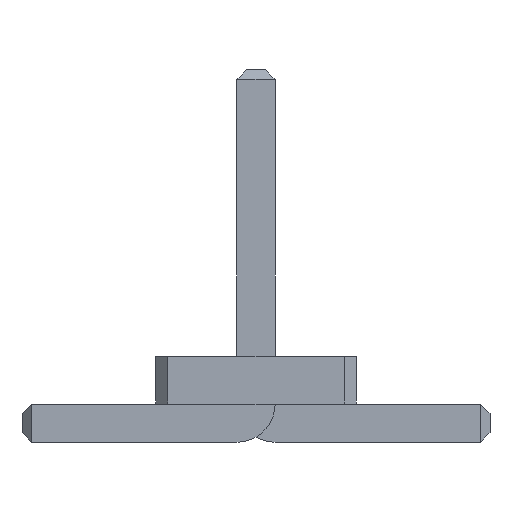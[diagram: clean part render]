
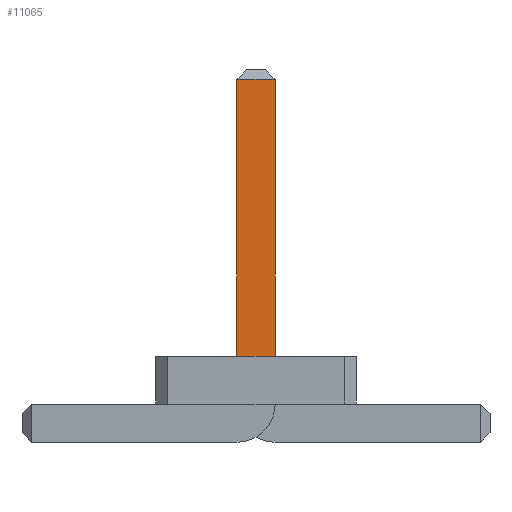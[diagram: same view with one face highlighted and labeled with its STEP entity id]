
A CAD part, front view. The second image highlights one B-rep face of the part: STEP entity #11065.
In plain terms, the highlighted planar face has unit normal (0, -1, 0).
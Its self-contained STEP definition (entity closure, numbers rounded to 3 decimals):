
#4163 = VERTEX_POINT('',#4164);
#4164 = CARTESIAN_POINT('',(-0.2,-14.17,0.9));
#4170 = EDGE_CURVE('',#4163,#4171,#4173,.T.);
#4171 = VERTEX_POINT('',#4172);
#4172 = CARTESIAN_POINT('',(0.2,-14.17,0.9));
#4173 = LINE('',#4174,#4175);
#4174 = CARTESIAN_POINT('',(-0.362,-14.17,0.9));
#4175 = VECTOR('',#4176,1.);
#4176 = DIRECTION('',(1.,0.,0.));
#11047 = EDGE_CURVE('',#4171,#11048,#11050,.T.);
#11048 = VERTEX_POINT('',#11049);
#11049 = CARTESIAN_POINT('',(0.2,-14.17,3.8));
#11050 = LINE('',#11051,#11052);
#11051 = CARTESIAN_POINT('',(0.2,-14.17,0.));
#11052 = VECTOR('',#11053,1.);
#11053 = DIRECTION('',(0.,0.,1.));
#11065 = ADVANCED_FACE('',(#11066),#11084,.F.);
#11066 = FACE_BOUND('',#11067,.F.);
#11067 = EDGE_LOOP('',(#11068,#11069,#11070,#11078));
#11068 = ORIENTED_EDGE('',*,*,#11047,.F.);
#11069 = ORIENTED_EDGE('',*,*,#4170,.F.);
#11070 = ORIENTED_EDGE('',*,*,#11071,.F.);
#11071 = EDGE_CURVE('',#11072,#4163,#11074,.T.);
#11072 = VERTEX_POINT('',#11073);
#11073 = CARTESIAN_POINT('',(-0.2,-14.17,3.8));
#11074 = LINE('',#11075,#11076);
#11075 = CARTESIAN_POINT('',(-0.2,-14.17,3.9));
#11076 = VECTOR('',#11077,1.);
#11077 = DIRECTION('',(0.,0.,-1.));
#11078 = ORIENTED_EDGE('',*,*,#11079,.F.);
#11079 = EDGE_CURVE('',#11048,#11072,#11080,.T.);
#11080 = LINE('',#11081,#11082);
#11081 = CARTESIAN_POINT('',(0.2,-14.17,3.8));
#11082 = VECTOR('',#11083,1.);
#11083 = DIRECTION('',(-1.,0.,0.));
#11084 = PLANE('',#11085);
#11085 = AXIS2_PLACEMENT_3D('',#11086,#11087,#11088);
#11086 = CARTESIAN_POINT('',(0.2,-14.17,3.9));
#11087 = DIRECTION('',(0.,1.,0.));
#11088 = DIRECTION('',(0.,0.,1.));
